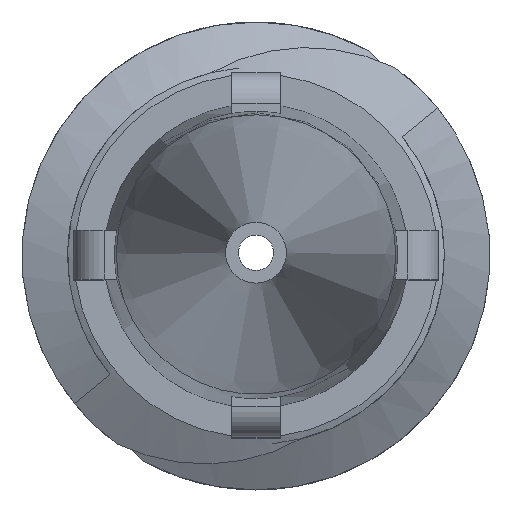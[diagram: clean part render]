
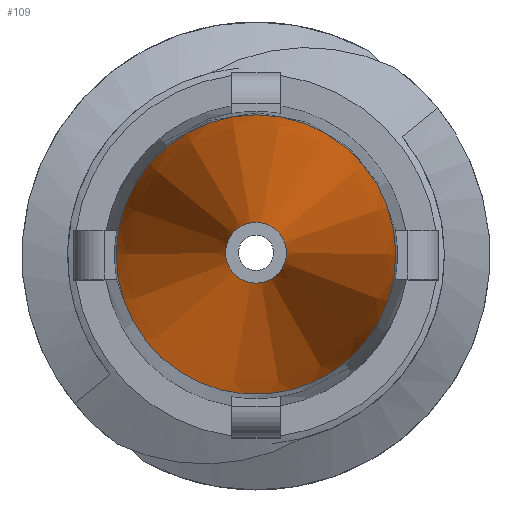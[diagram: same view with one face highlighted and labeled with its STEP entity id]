
A CAD part, top view. The second image highlights one B-rep face of the part: STEP entity #109.
In plain terms, the highlighted conical face has half-angle 5.906 degrees and reference radius 2.3 mm.
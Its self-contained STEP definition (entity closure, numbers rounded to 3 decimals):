
#109 = ADVANCED_FACE( '', ( #240, #241 ), #242, .T. );
#240 = FACE_BOUND( '', #559, .T. );
#241 = FACE_OUTER_BOUND( '', #560, .T. );
#242 = CONICAL_SURFACE( '', #561, 2.3, 0.103 );
#559 = EDGE_LOOP( '', ( #864 ) );
#560 = EDGE_LOOP( '', ( #865 ) );
#561 = AXIS2_PLACEMENT_3D( '', #866, #867, #868 );
#864 = ORIENTED_EDGE( '', *, *, #1172, .F. );
#865 = ORIENTED_EDGE( '', *, *, #1173, .T. );
#866 = CARTESIAN_POINT( '', ( 0., 0., 14. ) );
#867 = DIRECTION( '', ( 0., 0., -1. ) );
#868 = DIRECTION( '', ( -1., 0., 0. ) );
#1172 = EDGE_CURVE( '', #1382, #1382, #1383, .T. );
#1173 = EDGE_CURVE( '', #1384, #1384, #1385, .T. );
#1382 = VERTEX_POINT( '', #1803 );
#1383 = CIRCLE( '', #1804, 0.5 );
#1384 = VERTEX_POINT( '', #1805 );
#1385 = CIRCLE( '', #1806, 2.3 );
#1803 = CARTESIAN_POINT( '', ( 0.5, 0., 31.4 ) );
#1804 = AXIS2_PLACEMENT_3D( '', #2089, #2090, #2091 );
#1805 = CARTESIAN_POINT( '', ( 2.3, 0., 14. ) );
#1806 = AXIS2_PLACEMENT_3D( '', #2092, #2093, #2094 );
#2089 = CARTESIAN_POINT( '', ( 0., 0., 31.4 ) );
#2090 = DIRECTION( '', ( 0., 0., 1. ) );
#2091 = DIRECTION( '', ( 1., 0., 0. ) );
#2092 = CARTESIAN_POINT( '', ( 0., 0., 14. ) );
#2093 = DIRECTION( '', ( 0., 0., 1. ) );
#2094 = DIRECTION( '', ( 1., 0., 0. ) );
